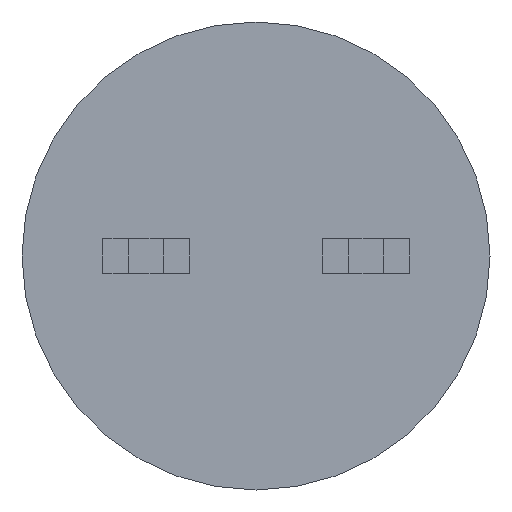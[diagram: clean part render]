
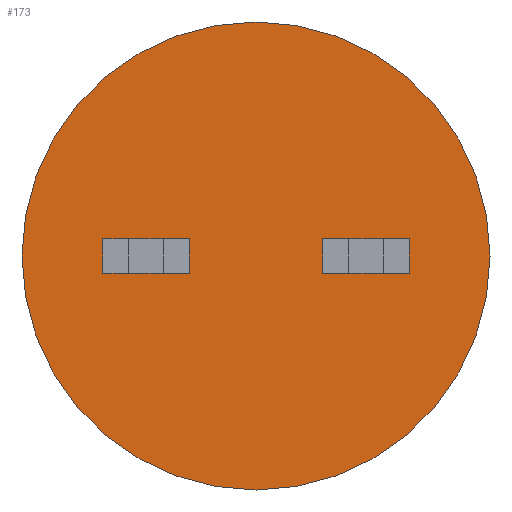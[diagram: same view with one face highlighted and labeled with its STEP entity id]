
A CAD part, front view. The second image highlights one B-rep face of the part: STEP entity #173.
In plain terms, the highlighted planar face has unit normal (0, -1, 0).
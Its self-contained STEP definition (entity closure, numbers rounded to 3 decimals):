
#34=CARTESIAN_POINT('',(0.,0.,0.));
#35=DIRECTION('',(0.,1.,0.));
#36=DIRECTION('',(1.,0.,0.));
#37=AXIS2_PLACEMENT_3D('',#34,#35,#36);
#43=CARTESIAN_POINT('',(0.,0.,0.));
#44=DIRECTION('',(0.,-1.,0.));
#45=DIRECTION('',(1.,0.,0.));
#46=AXIS2_PLACEMENT_3D('',#43,#44,#45);
#78=CARTESIAN_POINT('',(5.4,0.,0.));
#80=VERTEX_POINT('',#78);
#86=CARTESIAN_POINT('',(-5.4,0.,0.));
#88=VERTEX_POINT('',#86);
#164=CARTESIAN_POINT('',(0.,0.,0.));
#165=DIRECTION('',(0.,1.,0.));
#166=DIRECTION('',(1.,0.,0.));
#167=AXIS2_PLACEMENT_3D('',#164,#165,#166);
#168=PLANE('',#167);
#169=ORIENTED_EDGE('',*,*,#157,.F.);
#170=ORIENTED_EDGE('',*,*,#146,.T.);
#171=EDGE_LOOP('',(#169,#170));
#172=FACE_OUTER_BOUND('',#171,.F.);
#173=ADVANCED_FACE('',(#172),#168,.F.);
#38=CIRCLE('',#37,5.4);
#47=CIRCLE('',#46,5.4);
#146=EDGE_CURVE('',#80,#88,#38,.T.);
#157=EDGE_CURVE('',#80,#88,#47,.T.);
